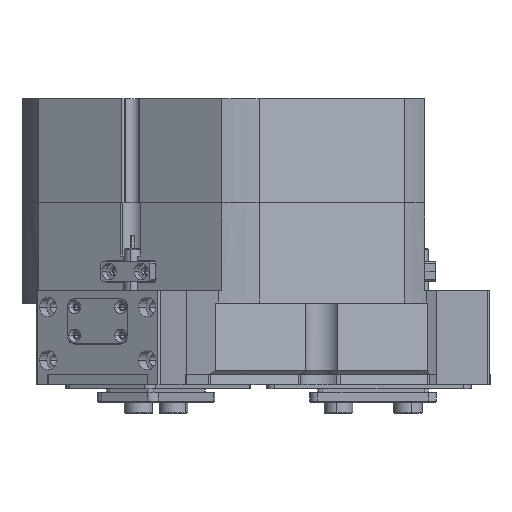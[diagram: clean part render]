
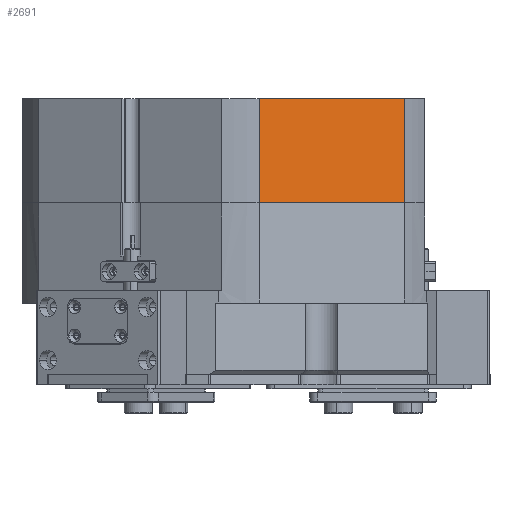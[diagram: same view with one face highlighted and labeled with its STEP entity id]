
A CAD part, front view. The second image highlights one B-rep face of the part: STEP entity #2691.
In plain terms, the highlighted face is planar.
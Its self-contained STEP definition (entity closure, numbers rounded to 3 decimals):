
#2227 = EDGE_LOOP ( 'NONE', ( #26397, #14216, #29578, #32976 ) ) ;
#2691 = ADVANCED_FACE ( 'NONE', ( #8229 ), #39619, .F. ) ;
#2722 = VECTOR ( 'NONE', #16934, 1000. ) ;
#3049 = LINE ( 'NONE', #43339, #28829 ) ;
#5346 = VECTOR ( 'NONE', #48841, 1000. ) ;
#6169 = CARTESIAN_POINT ( 'NONE',  ( 66.975, -85.996, -1. ) ) ;
#6314 = CARTESIAN_POINT ( 'NONE',  ( 107.962, -15.004, -1. ) ) ;
#6855 = CARTESIAN_POINT ( 'NONE',  ( 59.857, -98.325, 50.001 ) ) ;
#8229 = FACE_OUTER_BOUND ( 'NONE', #2227, .T. ) ;
#10269 = CARTESIAN_POINT ( 'NONE',  ( 107.962, -15.004, 50. ) ) ;
#12998 = CARTESIAN_POINT ( 'NONE',  ( 107.962, -15.004, 50. ) ) ;
#14216 = ORIENTED_EDGE ( 'NONE', *, *, #19923, .F. ) ;
#14882 = VERTEX_POINT ( 'NONE', #6314 ) ;
#16369 = AXIS2_PLACEMENT_3D ( 'NONE', #6855, #39450, #52419 ) ;
#16934 = DIRECTION ( 'NONE',  ( 0., 0., -1. ) ) ;
#19923 = EDGE_CURVE ( 'NONE', #51425, #21489, #48524, .T. ) ;
#20370 = CARTESIAN_POINT ( 'NONE',  ( 59.857, -98.325, 50. ) ) ;
#21351 = EDGE_CURVE ( 'NONE', #51425, #29907, #41333, .T. ) ;
#21489 = VERTEX_POINT ( 'NONE', #10269 ) ;
#21613 = CARTESIAN_POINT ( 'NONE',  ( 66.975, -85.996, 50. ) ) ;
#23350 = DIRECTION ( 'NONE',  ( -0.5, -0.866, 0. ) ) ;
#25081 = DIRECTION ( 'NONE',  ( 0., 0., 1. ) ) ;
#26397 = ORIENTED_EDGE ( 'NONE', *, *, #51570, .T. ) ;
#28506 = LINE ( 'NONE', #12998, #45932 ) ;
#28829 = VECTOR ( 'NONE', #23350, 1000. ) ;
#29578 = ORIENTED_EDGE ( 'NONE', *, *, #21351, .T. ) ;
#29907 = VERTEX_POINT ( 'NONE', #6169 ) ;
#31909 = CARTESIAN_POINT ( 'NONE',  ( 66.975, -85.996, 50. ) ) ;
#32976 = ORIENTED_EDGE ( 'NONE', *, *, #36083, .F. ) ;
#36083 = EDGE_CURVE ( 'NONE', #14882, #29907, #3049, .T. ) ;
#39450 = DIRECTION ( 'NONE',  ( -0.866, 0.5, 0. ) ) ;
#39619 = PLANE ( 'NONE',  #16369 ) ;
#41333 = LINE ( 'NONE', #21613, #2722 ) ;
#43339 = CARTESIAN_POINT ( 'NONE',  ( 107.962, -15.004, -1. ) ) ;
#45932 = VECTOR ( 'NONE', #25081, 1000. ) ;
#48524 = LINE ( 'NONE', #20370, #5346 ) ;
#48841 = DIRECTION ( 'NONE',  ( 0.5, 0.866, 0. ) ) ;
#51425 = VERTEX_POINT ( 'NONE', #31909 ) ;
#51570 = EDGE_CURVE ( 'NONE', #14882, #21489, #28506, .T. ) ;
#52419 = DIRECTION ( 'NONE',  ( -0.5, -0.866, 0. ) ) ;
